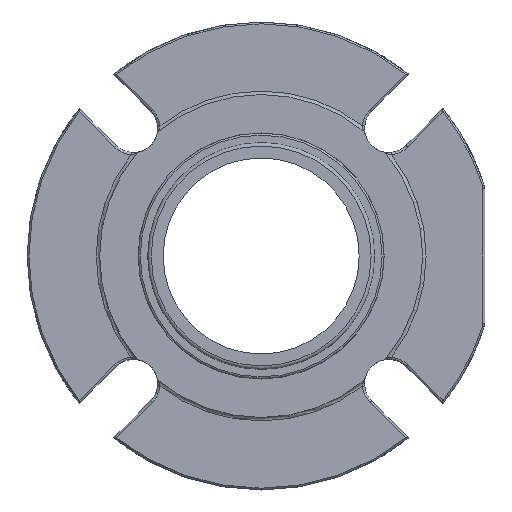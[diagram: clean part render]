
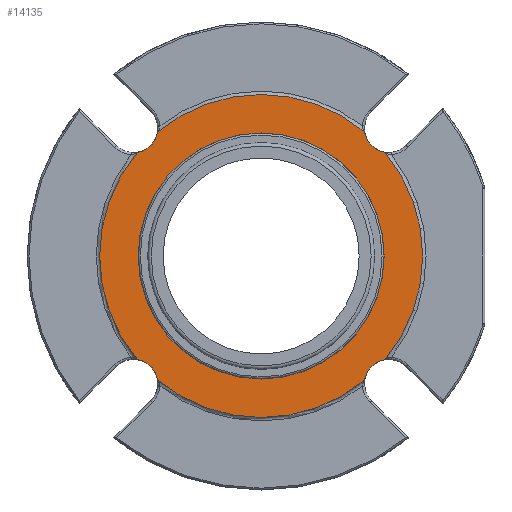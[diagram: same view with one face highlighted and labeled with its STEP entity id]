
A CAD part, left-side view. The second image highlights one B-rep face of the part: STEP entity #14135.
In plain terms, the highlighted planar face has unit normal (-1, 0, 0).
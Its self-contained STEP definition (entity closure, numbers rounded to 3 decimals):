
#538=B_SPLINE_CURVE_WITH_KNOTS('',3,(#24504,#24505,#24506,#24507),
 .UNSPECIFIED.,.F.,.F.,(4,4),(0.,0.001),.UNSPECIFIED.);
#541=B_SPLINE_CURVE_WITH_KNOTS('',3,(#24542,#24543,#24544,#24545),
 .UNSPECIFIED.,.F.,.F.,(4,4),(0.,0.001),.UNSPECIFIED.);
#544=B_SPLINE_CURVE_WITH_KNOTS('',3,(#24580,#24581,#24582,#24583),
 .UNSPECIFIED.,.F.,.F.,(4,4),(0.,0.001),
 .UNSPECIFIED.);
#547=B_SPLINE_CURVE_WITH_KNOTS('',3,(#24618,#24619,#24620,#24621),
 .UNSPECIFIED.,.F.,.F.,(4,4),(0.,0.001),.UNSPECIFIED.);
#550=B_SPLINE_CURVE_WITH_KNOTS('',3,(#24656,#24657,#24658,#24659),
 .UNSPECIFIED.,.F.,.F.,(4,4),(0.,0.001),
 .UNSPECIFIED.);
#553=B_SPLINE_CURVE_WITH_KNOTS('',3,(#24694,#24695,#24696,#24697),
 .UNSPECIFIED.,.F.,.F.,(4,4),(0.,0.001),.UNSPECIFIED.);
#556=B_SPLINE_CURVE_WITH_KNOTS('',3,(#24732,#24733,#24734,#24735),
 .UNSPECIFIED.,.F.,.F.,(4,4),(0.,0.001),.UNSPECIFIED.);
#559=B_SPLINE_CURVE_WITH_KNOTS('',3,(#24770,#24771,#24772,#24773),
 .UNSPECIFIED.,.F.,.F.,(4,4),(0.,0.001),.UNSPECIFIED.);
#1974=PLANE('',#15087);
#4541=ORIENTED_EDGE('',*,*,#6305,.F.);
#4542=ORIENTED_EDGE('',*,*,#6304,.T.);
#4543=ORIENTED_EDGE('',*,*,#6302,.F.);
#4544=ORIENTED_EDGE('',*,*,#6300,.T.);
#4545=ORIENTED_EDGE('',*,*,#6298,.F.);
#4546=ORIENTED_EDGE('',*,*,#6296,.T.);
#4547=ORIENTED_EDGE('',*,*,#6294,.F.);
#4548=ORIENTED_EDGE('',*,*,#6292,.T.);
#4549=ORIENTED_EDGE('',*,*,#6290,.F.);
#4550=ORIENTED_EDGE('',*,*,#6288,.T.);
#4551=ORIENTED_EDGE('',*,*,#6286,.F.);
#4552=ORIENTED_EDGE('',*,*,#6284,.T.);
#4553=ORIENTED_EDGE('',*,*,#6282,.F.);
#4554=ORIENTED_EDGE('',*,*,#6280,.T.);
#4555=ORIENTED_EDGE('',*,*,#6278,.F.);
#4556=ORIENTED_EDGE('',*,*,#6276,.T.);
#4557=ORIENTED_EDGE('',*,*,#6274,.F.);
#6274=EDGE_CURVE('',#7295,#7296,#538,.T.);
#6276=EDGE_CURVE('',#7297,#7296,#7785,.F.);
#6278=EDGE_CURVE('',#7297,#7298,#541,.T.);
#6280=EDGE_CURVE('',#7299,#7298,#7786,.F.);
#6282=EDGE_CURVE('',#7299,#7300,#544,.T.);
#6284=EDGE_CURVE('',#7301,#7300,#7787,.F.);
#6286=EDGE_CURVE('',#7301,#7302,#547,.T.);
#6288=EDGE_CURVE('',#7303,#7302,#7788,.F.);
#6290=EDGE_CURVE('',#7303,#7304,#550,.T.);
#6292=EDGE_CURVE('',#7305,#7304,#7789,.F.);
#6294=EDGE_CURVE('',#7305,#7306,#553,.T.);
#6296=EDGE_CURVE('',#7307,#7306,#7790,.F.);
#6298=EDGE_CURVE('',#7307,#7308,#556,.T.);
#6300=EDGE_CURVE('',#7309,#7308,#7791,.F.);
#6302=EDGE_CURVE('',#7309,#7310,#559,.T.);
#6304=EDGE_CURVE('',#7295,#7310,#7792,.F.);
#6305=EDGE_CURVE('',#7311,#7311,#7793,.T.);
#7295=VERTEX_POINT('',#24503);
#7296=VERTEX_POINT('',#24508);
#7297=VERTEX_POINT('',#24517);
#7298=VERTEX_POINT('',#24546);
#7299=VERTEX_POINT('',#24555);
#7300=VERTEX_POINT('',#24584);
#7301=VERTEX_POINT('',#24593);
#7302=VERTEX_POINT('',#24622);
#7303=VERTEX_POINT('',#24631);
#7304=VERTEX_POINT('',#24660);
#7305=VERTEX_POINT('',#24669);
#7306=VERTEX_POINT('',#24698);
#7307=VERTEX_POINT('',#24707);
#7308=VERTEX_POINT('',#24736);
#7309=VERTEX_POINT('',#24745);
#7310=VERTEX_POINT('',#24774);
#7311=VERTEX_POINT('',#24785);
#7785=CIRCLE('',#15072,10.5);
#7786=CIRCLE('',#15074,70.032);
#7787=CIRCLE('',#15076,10.5);
#7788=CIRCLE('',#15078,70.032);
#7789=CIRCLE('',#15080,10.5);
#7790=CIRCLE('',#15082,70.032);
#7791=CIRCLE('',#15084,10.5);
#7792=CIRCLE('',#15086,70.032);
#7793=CIRCLE('',#15088,53.34);
#8445=EDGE_LOOP('',(#4541));
#8446=EDGE_LOOP('',(#4542,#4543,#4544,#4545,#4546,#4547,#4548,#4549,#4550,
#4551,#4552,#4553,#4554,#4555,#4556,#4557));
#9146=FACE_BOUND('',#8445,.T.);
#9147=FACE_BOUND('',#8446,.T.);
#14135=ADVANCED_FACE('',(#9146,#9147),#1974,.T.);
#15072=AXIS2_PLACEMENT_3D('',#24516,#17450,#17451);
#15074=AXIS2_PLACEMENT_3D('',#24554,#17454,#17455);
#15076=AXIS2_PLACEMENT_3D('',#24592,#17458,#17459);
#15078=AXIS2_PLACEMENT_3D('',#24630,#17462,#17463);
#15080=AXIS2_PLACEMENT_3D('',#24668,#17466,#17467);
#15082=AXIS2_PLACEMENT_3D('',#24706,#17470,#17471);
#15084=AXIS2_PLACEMENT_3D('',#24744,#17474,#17475);
#15086=AXIS2_PLACEMENT_3D('',#24782,#17478,#17479);
#15087=AXIS2_PLACEMENT_3D('',#24783,#17480,#17481);
#15088=AXIS2_PLACEMENT_3D('',#24784,#17482,#17483);
#17450=DIRECTION('',(-1.,0.,0.));
#17451=DIRECTION('',(0.,0.,-1.));
#17454=DIRECTION('',(1.,0.,0.));
#17455=DIRECTION('',(0.,0.,1.));
#17458=DIRECTION('',(-1.,0.,0.));
#17459=DIRECTION('',(0.,0.,-1.));
#17462=DIRECTION('',(1.,0.,0.));
#17463=DIRECTION('',(0.,0.,1.));
#17466=DIRECTION('',(-1.,0.,0.));
#17467=DIRECTION('',(0.,0.,-1.));
#17470=DIRECTION('',(1.,0.,0.));
#17471=DIRECTION('',(0.,0.,1.));
#17474=DIRECTION('',(-1.,0.,0.));
#17475=DIRECTION('',(0.,0.,-1.));
#17478=DIRECTION('',(1.,0.,0.));
#17479=DIRECTION('',(0.,0.,1.));
#17480=DIRECTION('',(-1.,0.,0.));
#17481=DIRECTION('',(0.,0.,-1.));
#17482=DIRECTION('',(-1.,0.,0.));
#17483=DIRECTION('',(0.,-1.,0.));
#24503=CARTESIAN_POINT('',(0.,-44.656,53.947));
#24504=CARTESIAN_POINT('',(0.,-44.656,53.947));
#24505=CARTESIAN_POINT('',(0.,-44.845,53.79));
#24506=CARTESIAN_POINT('',(0.,-44.976,53.573));
#24507=CARTESIAN_POINT('',(0.,-45.023,53.331));
#24508=CARTESIAN_POINT('',(0.,-45.023,53.331));
#24516=CARTESIAN_POINT('',(0.,-55.331,55.331));
#24517=CARTESIAN_POINT('',(0.,-53.331,45.023));
#24542=CARTESIAN_POINT('',(0.,-53.331,45.023));
#24543=CARTESIAN_POINT('',(0.,-53.573,44.976));
#24544=CARTESIAN_POINT('',(0.,-53.79,44.845));
#24545=CARTESIAN_POINT('',(0.,-53.947,44.656));
#24546=CARTESIAN_POINT('',(0.,-53.947,44.656));
#24554=CARTESIAN_POINT('',(0.,0.,0.));
#24555=CARTESIAN_POINT('',(0.,-53.947,-44.656));
#24580=CARTESIAN_POINT('',(0.,-53.947,-44.656));
#24581=CARTESIAN_POINT('',(0.,-53.79,-44.845));
#24582=CARTESIAN_POINT('',(0.,-53.573,-44.976));
#24583=CARTESIAN_POINT('',(0.,-53.331,-45.023));
#24584=CARTESIAN_POINT('',(0.,-53.331,-45.023));
#24592=CARTESIAN_POINT('',(0.,-55.331,-55.331));
#24593=CARTESIAN_POINT('',(0.,-45.023,-53.331));
#24618=CARTESIAN_POINT('',(0.,-45.023,-53.331));
#24619=CARTESIAN_POINT('',(0.,-44.976,-53.573));
#24620=CARTESIAN_POINT('',(0.,-44.845,-53.79));
#24621=CARTESIAN_POINT('',(0.,-44.656,-53.947));
#24622=CARTESIAN_POINT('',(0.,-44.656,-53.947));
#24630=CARTESIAN_POINT('',(0.,0.,0.));
#24631=CARTESIAN_POINT('',(0.,44.656,-53.947));
#24656=CARTESIAN_POINT('',(0.,44.656,-53.947));
#24657=CARTESIAN_POINT('',(0.,44.845,-53.79));
#24658=CARTESIAN_POINT('',(0.,44.976,-53.573));
#24659=CARTESIAN_POINT('',(0.,45.023,-53.331));
#24660=CARTESIAN_POINT('',(0.,45.023,-53.331));
#24668=CARTESIAN_POINT('',(0.,55.331,-55.331));
#24669=CARTESIAN_POINT('',(0.,53.331,-45.023));
#24694=CARTESIAN_POINT('',(0.,53.331,-45.023));
#24695=CARTESIAN_POINT('',(0.,53.573,-44.976));
#24696=CARTESIAN_POINT('',(0.,53.79,-44.845));
#24697=CARTESIAN_POINT('',(0.,53.947,-44.656));
#24698=CARTESIAN_POINT('',(0.,53.947,-44.656));
#24706=CARTESIAN_POINT('',(0.,0.,0.));
#24707=CARTESIAN_POINT('',(0.,53.947,44.656));
#24732=CARTESIAN_POINT('',(0.,53.947,44.656));
#24733=CARTESIAN_POINT('',(0.,53.79,44.845));
#24734=CARTESIAN_POINT('',(0.,53.573,44.976));
#24735=CARTESIAN_POINT('',(0.,53.331,45.023));
#24736=CARTESIAN_POINT('',(0.,53.331,45.023));
#24744=CARTESIAN_POINT('',(0.,55.331,55.331));
#24745=CARTESIAN_POINT('',(0.,45.023,53.331));
#24770=CARTESIAN_POINT('',(0.,45.023,53.331));
#24771=CARTESIAN_POINT('',(0.,44.976,53.573));
#24772=CARTESIAN_POINT('',(0.,44.845,53.79));
#24773=CARTESIAN_POINT('',(0.,44.656,53.947));
#24774=CARTESIAN_POINT('',(0.,44.656,53.947));
#24782=CARTESIAN_POINT('',(0.,0.,0.));
#24783=CARTESIAN_POINT('',(0.,0.,34.398));
#24784=CARTESIAN_POINT('',(0.,0.,0.));
#24785=CARTESIAN_POINT('',(0.,-53.34,0.));
